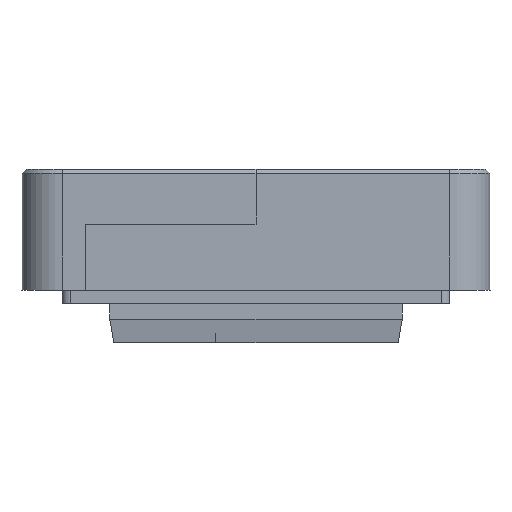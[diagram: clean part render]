
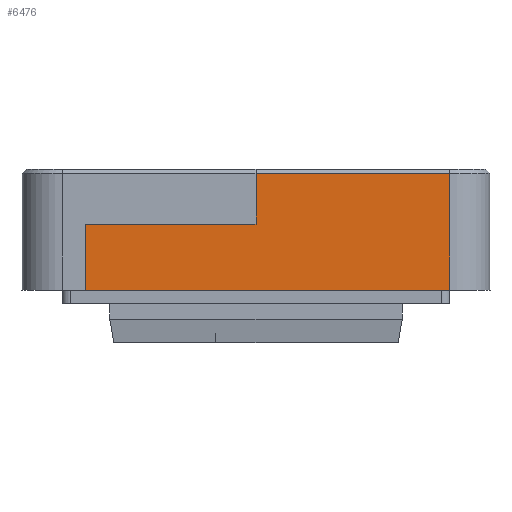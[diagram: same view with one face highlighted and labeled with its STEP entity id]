
A CAD part, left-side view. The second image highlights one B-rep face of the part: STEP entity #6476.
In plain terms, the highlighted planar face has unit normal (-1, 0, 0).
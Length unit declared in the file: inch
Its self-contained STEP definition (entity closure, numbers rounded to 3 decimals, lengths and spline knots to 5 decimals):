
#55 = VERTEX_POINT ( 'NONE', #11684 ) ;
#156 = CARTESIAN_POINT ( 'NONE',  ( -2.52234, -1.14173, -0.01969 ) ) ;
#298 = CARTESIAN_POINT ( 'NONE',  ( -2.52234, -0.31102, -0.59055 ) ) ;
#727 = CARTESIAN_POINT ( 'NONE',  ( -2.52234, -2.28346, -0.59055 ) ) ;
#1782 = VECTOR ( 'NONE', #12725, 39.37008 ) ;
#2207 = DIRECTION ( 'NONE',  ( 0., -1., 0. ) ) ;
#2411 = EDGE_CURVE ( 'NONE', #55, #14513, #7484, .T. ) ;
#2528 = ORIENTED_EDGE ( 'NONE', *, *, #11021, .T. ) ;
#2753 = CARTESIAN_POINT ( 'NONE',  ( -2.52234, -2.28346, -0.59055 ) ) ;
#3172 = VECTOR ( 'NONE', #16675, 39.37008 ) ;
#4254 = LINE ( 'NONE', #6991, #8458 ) ;
#5214 = LINE ( 'NONE', #10564, #10347 ) ;
#5486 = DIRECTION ( 'NONE',  ( -1., 0., 0. ) ) ;
#5569 = FACE_OUTER_BOUND ( 'NONE', #14853, .T. ) ;
#5660 = ORIENTED_EDGE ( 'NONE', *, *, #12257, .F. ) ;
#5915 = VECTOR ( 'NONE', #11678, 39.37008 ) ;
#6476 = ADVANCED_FACE ( 'NONE', ( #5569 ), #15039, .T. ) ;
#6974 = CARTESIAN_POINT ( 'NONE',  ( -2.52234, -2.08661, -0.59055 ) ) ;
#6991 = CARTESIAN_POINT ( 'NONE',  ( -2.52234, -2.08661, -0.59055 ) ) ;
#7393 = CARTESIAN_POINT ( 'NONE',  ( -2.52234, -2.28346, -0.26772 ) ) ;
#7484 = LINE ( 'NONE', #7393, #1782 ) ;
#7806 = EDGE_CURVE ( 'NONE', #55, #10103, #5214, .T. ) ;
#8458 = VECTOR ( 'NONE', #12318, 39.37008 ) ;
#8465 = ORIENTED_EDGE ( 'NONE', *, *, #14273, .F. ) ;
#8695 = LINE ( 'NONE', #14031, #3172 ) ;
#9413 = VERTEX_POINT ( 'NONE', #298 ) ;
#9452 = VERTEX_POINT ( 'NONE', #6974 ) ;
#9566 = CARTESIAN_POINT ( 'NONE',  ( -2.52234, -0.31102, -0.26772 ) ) ;
#9781 = ORIENTED_EDGE ( 'NONE', *, *, #2411, .T. ) ;
#10103 = VERTEX_POINT ( 'NONE', #156 ) ;
#10347 = VECTOR ( 'NONE', #11614, 39.37008 ) ;
#10564 = CARTESIAN_POINT ( 'NONE',  ( -2.52234, -1.14173, 0. ) ) ;
#11021 = EDGE_CURVE ( 'NONE', #14513, #9413, #12992, .T. ) ;
#11614 = DIRECTION ( 'NONE',  ( 0., 0., 1. ) ) ;
#11678 = DIRECTION ( 'NONE',  ( 0., 0., -1. ) ) ;
#11684 = CARTESIAN_POINT ( 'NONE',  ( -2.52234, -1.14173, -0.26772 ) ) ;
#12227 = DIRECTION ( 'NONE',  ( 0., 0., -1. ) ) ;
#12257 = EDGE_CURVE ( 'NONE', #13314, #9452, #4254, .T. ) ;
#12318 = DIRECTION ( 'NONE',  ( 0., 0., -1. ) ) ;
#12658 = EDGE_CURVE ( 'NONE', #9413, #9452, #14050, .T. ) ;
#12725 = DIRECTION ( 'NONE',  ( 0., 1., 0. ) ) ;
#12992 = LINE ( 'NONE', #15634, #5915 ) ;
#13105 = ORIENTED_EDGE ( 'NONE', *, *, #7806, .F. ) ;
#13314 = VERTEX_POINT ( 'NONE', #13900 ) ;
#13900 = CARTESIAN_POINT ( 'NONE',  ( -2.52234, -2.08661, -0.01969 ) ) ;
#14031 = CARTESIAN_POINT ( 'NONE',  ( -2.52234, -2.09744, -0.01969 ) ) ;
#14050 = LINE ( 'NONE', #727, #14059 ) ;
#14059 = VECTOR ( 'NONE', #2207, 39.37008 ) ;
#14273 = EDGE_CURVE ( 'NONE', #10103, #13314, #8695, .T. ) ;
#14513 = VERTEX_POINT ( 'NONE', #9566 ) ;
#14662 = ORIENTED_EDGE ( 'NONE', *, *, #12658, .T. ) ;
#14853 = EDGE_LOOP ( 'NONE', ( #14662, #5660, #8465, #13105, #9781, #2528 ) ) ;
#15039 = PLANE ( 'NONE',  #15070 ) ;
#15070 = AXIS2_PLACEMENT_3D ( 'NONE', #2753, #5486, #12227 ) ;
#15634 = CARTESIAN_POINT ( 'NONE',  ( -2.52234, -0.31102, -0.59055 ) ) ;
#16675 = DIRECTION ( 'NONE',  ( 0., -1., 0. ) ) ;
